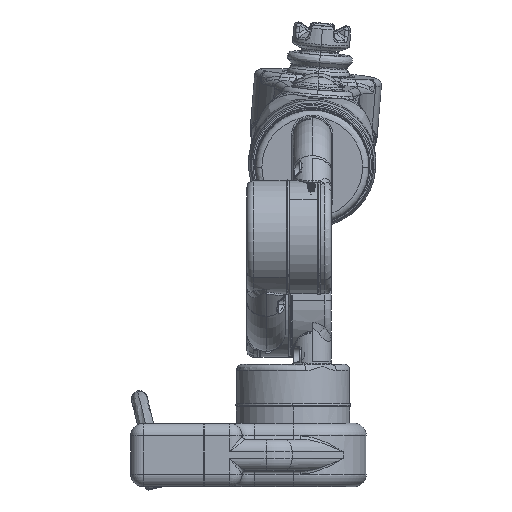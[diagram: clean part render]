
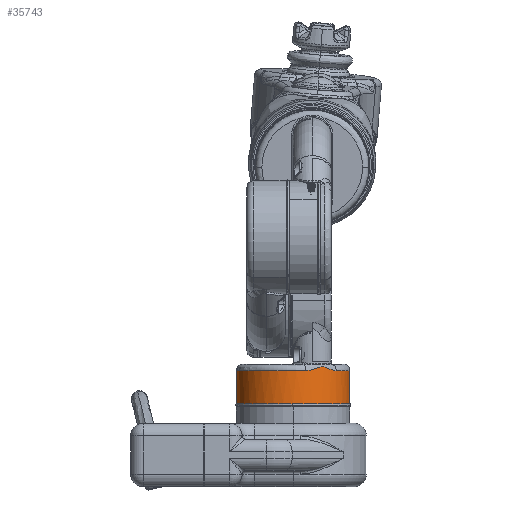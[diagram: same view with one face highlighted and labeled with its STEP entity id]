
A CAD part, front view. The second image highlights one B-rep face of the part: STEP entity #35743.
In plain terms, the highlighted cylindrical face has radius 17.8 mm (diameter 35.6 mm), a partial arc.
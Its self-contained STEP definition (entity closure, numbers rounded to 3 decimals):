
#620 = CARTESIAN_POINT ( 'NONE',  ( 9.985, -14.743, 13.394 ) ) ;
#1372 = ORIENTED_EDGE ( 'NONE', *, *, #64056, .F. ) ;
#4531 = CARTESIAN_POINT ( 'NONE',  ( -17.8, 0., 14.265 ) ) ;
#4572 = DIRECTION ( 'NONE',  ( 0., 0., 1. ) ) ;
#5699 = VERTEX_POINT ( 'NONE', #57194 ) ;
#7391 = CARTESIAN_POINT ( 'NONE',  ( 11.107, -13.917, 12.919 ) ) ;
#11593 = ORIENTED_EDGE ( 'NONE', *, *, #31326, .T. ) ;
#12089 = CIRCLE ( 'NONE', #27946, 17.8 ) ;
#12534 = DIRECTION ( 'NONE',  ( 0., 0., -1. ) ) ;
#13710 = CIRCLE ( 'NONE', #26785, 17.8 ) ;
#14128 = CARTESIAN_POINT ( 'NONE',  ( 12.174, -12.994, 12.498 ) ) ;
#16720 = ORIENTED_EDGE ( 'NONE', *, *, #42574, .T. ) ;
#18969 = DIRECTION ( 'NONE',  ( 0., 0., -1. ) ) ;
#20653 = CARTESIAN_POINT ( 'NONE',  ( 0., 0., 12.265 ) ) ;
#20775 = CARTESIAN_POINT ( 'NONE',  ( 3.867, -17.375, 12.265 ) ) ;
#21003 = DIRECTION ( 'NONE',  ( 0., 0., -1. ) ) ;
#22290 = CARTESIAN_POINT ( 'NONE',  ( 3.867, -17.375, 12.265 ) ) ;
#22737 = CARTESIAN_POINT ( 'NONE',  ( 8.962, -15.381, 13.536 ) ) ;
#24385 = CARTESIAN_POINT ( 'NONE',  ( 7.488, -16.155, 13.094 ) ) ;
#26785 = AXIS2_PLACEMENT_3D ( 'NONE', #20653, #12534, #83426 ) ;
#27186 = DIRECTION ( 'NONE',  ( 0., 0., -1. ) ) ;
#27946 = AXIS2_PLACEMENT_3D ( 'NONE', #29438, #45871, #32744 ) ;
#28150 = CARTESIAN_POINT ( 'NONE',  ( 9.588, -15.005, 13.532 ) ) ;
#29438 = CARTESIAN_POINT ( 'NONE',  ( 0., 0., 12.265 ) ) ;
#31033 = EDGE_CURVE ( 'NONE', #31884, #47190, #66433, .T. ) ;
#31326 = EDGE_CURVE ( 'NONE', #72893, #5699, #13710, .T. ) ;
#31563 = CARTESIAN_POINT ( 'NONE',  ( 8.746, -15.505, 13.502 ) ) ;
#31884 = VERTEX_POINT ( 'NONE', #81926 ) ;
#32081 = CARTESIAN_POINT ( 'NONE',  ( 0., 0., 1.865 ) ) ;
#32744 = DIRECTION ( 'NONE',  ( -1., 0., 0. ) ) ;
#33818 = B_SPLINE_CURVE_WITH_KNOTS ( 'NONE', 3,
 ( #41235, #68863, #76046, #14128, #41668, #7391, #62480, #620, #28150, #22737, #31563, #50290, #37908, #24385, #51945, #45574, #77799, #52394, #43057, #22290 ),
 .UNSPECIFIED., .F., .F.,
 ( 4, 2, 2, 2, 2, 2, 2, 2, 2, 4 ),
 ( 0., 0.001, 0.003, 0.004, 0.006, 0.007, 0.007, 0.009, 0.01, 0.012 ),
 .UNSPECIFIED. ) ;
#33934 = CYLINDRICAL_SURFACE ( 'NONE', #38344, 17.8 ) ;
#35743 = ADVANCED_FACE ( 'NONE', ( #82262 ), #33934, .T. ) ;
#37908 = CARTESIAN_POINT ( 'NONE',  ( 8.117, -15.843, 13.323 ) ) ;
#38042 = EDGE_CURVE ( 'NONE', #47190, #77531, #52376, .T. ) ;
#38344 = AXIS2_PLACEMENT_3D ( 'NONE', #61511, #27186, #74620 ) ;
#41235 = CARTESIAN_POINT ( 'NONE',  ( 13.511, -11.588, 12.265 ) ) ;
#41668 = CARTESIAN_POINT ( 'NONE',  ( 11.824, -13.313, 12.625 ) ) ;
#42183 = CARTESIAN_POINT ( 'NONE',  ( 17.8, 0., 14.265 ) ) ;
#42574 = EDGE_CURVE ( 'NONE', #5699, #69646, #33818, .T. ) ;
#42604 = CARTESIAN_POINT ( 'NONE',  ( -17.8, 0., 1.865 ) ) ;
#43057 = CARTESIAN_POINT ( 'NONE',  ( 4.352, -17.267, 12.265 ) ) ;
#45574 = CARTESIAN_POINT ( 'NONE',  ( 6.198, -16.693, 12.63 ) ) ;
#45871 = DIRECTION ( 'NONE',  ( 0., 0., -1. ) ) ;
#46889 = VECTOR ( 'NONE', #18969, 1000. ) ;
#47190 = VERTEX_POINT ( 'NONE', #42604 ) ;
#47474 = DIRECTION ( 'NONE',  ( 1., 0., 0. ) ) ;
#50290 = CARTESIAN_POINT ( 'NONE',  ( 8.325, -15.735, 13.395 ) ) ;
#51945 = CARTESIAN_POINT ( 'NONE',  ( 7.065, -16.344, 12.924 ) ) ;
#52376 = CIRCLE ( 'NONE', #65360, 17.8 ) ;
#52394 = CARTESIAN_POINT ( 'NONE',  ( 4.832, -17.138, 12.32 ) ) ;
#57194 = CARTESIAN_POINT ( 'NONE',  ( 13.511, -11.588, 12.265 ) ) ;
#58048 = CARTESIAN_POINT ( 'NONE',  ( 17.8, 0., 12.265 ) ) ;
#61511 = CARTESIAN_POINT ( 'NONE',  ( 0., 0., 14.265 ) ) ;
#61758 = ORIENTED_EDGE ( 'NONE', *, *, #38042, .T. ) ;
#62480 = CARTESIAN_POINT ( 'NONE',  ( 10.743, -14.2, 13.088 ) ) ;
#63794 = EDGE_CURVE ( 'NONE', #69646, #31884, #12089, .T. ) ;
#64056 = EDGE_CURVE ( 'NONE', #72893, #77531, #77441, .T. ) ;
#65360 = AXIS2_PLACEMENT_3D ( 'NONE', #32081, #4572, #47474 ) ;
#66433 = LINE ( 'NONE', #4531, #46889 ) ;
#68863 = CARTESIAN_POINT ( 'NONE',  ( 13.19, -11.963, 12.265 ) ) ;
#69646 = VERTEX_POINT ( 'NONE', #20775 ) ;
#70608 = ORIENTED_EDGE ( 'NONE', *, *, #63794, .T. ) ;
#72893 = VERTEX_POINT ( 'NONE', #58048 ) ;
#74620 = DIRECTION ( 'NONE',  ( -1., 0., 0. ) ) ;
#76046 = CARTESIAN_POINT ( 'NONE',  ( 12.856, -12.321, 12.319 ) ) ;
#77441 = LINE ( 'NONE', #42183, #84174 ) ;
#77531 = VERTEX_POINT ( 'NONE', #79543 ) ;
#77799 = CARTESIAN_POINT ( 'NONE',  ( 5.753, -16.852, 12.502 ) ) ;
#79543 = CARTESIAN_POINT ( 'NONE',  ( 17.8, 0., 1.865 ) ) ;
#81926 = CARTESIAN_POINT ( 'NONE',  ( -17.8, 0., 12.265 ) ) ;
#82262 = FACE_OUTER_BOUND ( 'NONE', #88852, .T. ) ;
#83426 = DIRECTION ( 'NONE',  ( -1., 0., 0. ) ) ;
#84174 = VECTOR ( 'NONE', #21003, 1000. ) ;
#85888 = ORIENTED_EDGE ( 'NONE', *, *, #31033, .T. ) ;
#88852 = EDGE_LOOP ( 'NONE', ( #1372, #11593, #16720, #70608, #85888, #61758 ) ) ;
